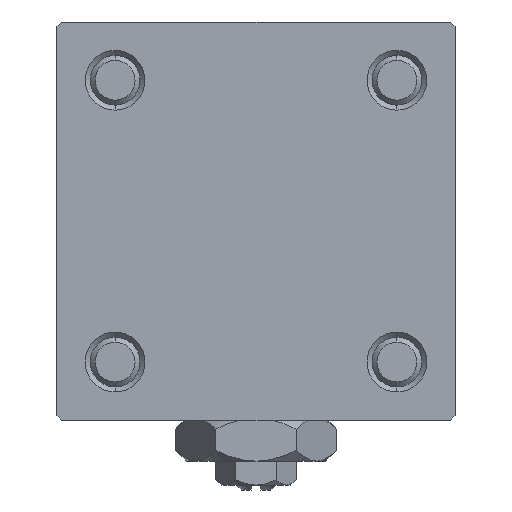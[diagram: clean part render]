
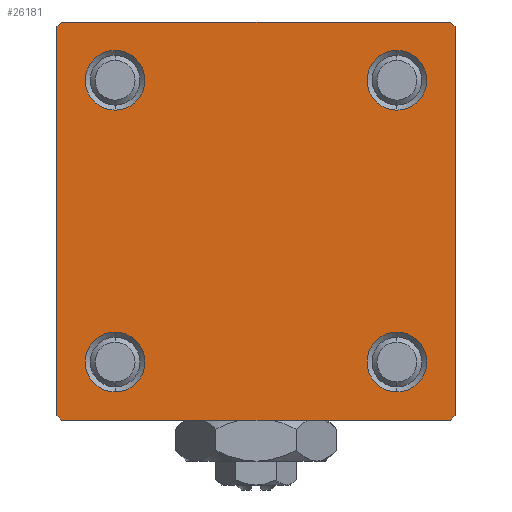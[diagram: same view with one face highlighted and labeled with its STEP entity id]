
A CAD part, left-side view. The second image highlights one B-rep face of the part: STEP entity #26181.
In plain terms, the highlighted planar face has unit normal (-1, 0, 0).
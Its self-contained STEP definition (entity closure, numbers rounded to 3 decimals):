
#1 = CARTESIAN_POINT ( 'NONE',  ( 0., -19.75, -19.75 ) ) ;
#227 = CARTESIAN_POINT ( 'NONE',  ( 0., -19.75, 19.75 ) ) ;
#263 = DIRECTION ( 'NONE',  ( 0., -0.707, -0.707 ) ) ;
#354 = EDGE_CURVE ( 'NONE', #51565, #18307, #7273, .T. ) ;
#779 = AXIS2_PLACEMENT_3D ( 'NONE', #8128, #36293, #36548 ) ;
#866 = CIRCLE ( 'NONE', #50023, 3. ) ;
#962 = CARTESIAN_POINT ( 'NONE',  ( 0., 14.15, -14.15 ) ) ;
#963 = CARTESIAN_POINT ( 'NONE',  ( 0., -14.15, 11.15 ) ) ;
#2577 = AXIS2_PLACEMENT_3D ( 'NONE', #33896, #49848, #14075 ) ;
#3904 = CARTESIAN_POINT ( 'NONE',  ( 0., 19.75, -19.75 ) ) ;
#3995 = EDGE_CURVE ( 'NONE', #40176, #27231, #39921, .T. ) ;
#4118 = LINE ( 'NONE', #227, #44719 ) ;
#4170 = AXIS2_PLACEMENT_3D ( 'NONE', #27872, #35703, #12232 ) ;
#4235 = CARTESIAN_POINT ( 'NONE',  ( 0., -14.15, -14.15 ) ) ;
#4389 = ORIENTED_EDGE ( 'NONE', *, *, #23881, .T. ) ;
#4784 = VERTEX_POINT ( 'NONE', #22184 ) ;
#4886 = DIRECTION ( 'NONE',  ( 0., 0.707, 0.707 ) ) ;
#4992 = VECTOR ( 'NONE', #15016, 1000. ) ;
#5865 = DIRECTION ( 'NONE',  ( 1., 0., 0. ) ) ;
#5874 = CIRCLE ( 'NONE', #2577, 3. ) ;
#7273 = CIRCLE ( 'NONE', #33088, 3. ) ;
#8128 = CARTESIAN_POINT ( 'NONE',  ( 0., 14.15, 14.15 ) ) ;
#8286 = VECTOR ( 'NONE', #10945, 1000. ) ;
#8396 = DIRECTION ( 'NONE',  ( 0., 0., 1. ) ) ;
#8766 = ORIENTED_EDGE ( 'NONE', *, *, #38623, .T. ) ;
#9266 = CARTESIAN_POINT ( 'NONE',  ( 0., 14.15, -11.15 ) ) ;
#9354 = EDGE_CURVE ( 'NONE', #24963, #31541, #25762, .T. ) ;
#9971 = LINE ( 'NONE', #45977, #10114 ) ;
#10114 = VECTOR ( 'NONE', #21702, 1000. ) ;
#10665 = CARTESIAN_POINT ( 'NONE',  ( 0., 14.15, 17.15 ) ) ;
#10945 = DIRECTION ( 'NONE',  ( 0., -0.707, 0.707 ) ) ;
#11138 = ORIENTED_EDGE ( 'NONE', *, *, #354, .T. ) ;
#11492 = CIRCLE ( 'NONE', #25661, 3. ) ;
#11816 = ORIENTED_EDGE ( 'NONE', *, *, #12884, .T. ) ;
#12232 = DIRECTION ( 'NONE',  ( 0., 0., 1. ) ) ;
#12233 = CARTESIAN_POINT ( 'NONE',  ( 0., 20., -20. ) ) ;
#12735 = LINE ( 'NONE', #3904, #32115 ) ;
#12760 = DIRECTION ( 'NONE',  ( 0., 0., -1. ) ) ;
#12764 = FACE_BOUND ( 'NONE', #35166, .T. ) ;
#12884 = EDGE_CURVE ( 'NONE', #50157, #36386, #47725, .T. ) ;
#12913 = CARTESIAN_POINT ( 'NONE',  ( 0., -14.15, 14.15 ) ) ;
#12991 = CARTESIAN_POINT ( 'NONE',  ( 0., 19.5, -20. ) ) ;
#13011 = FACE_BOUND ( 'NONE', #49394, .T. ) ;
#13257 = CARTESIAN_POINT ( 'NONE',  ( 0., 20., 20. ) ) ;
#14075 = DIRECTION ( 'NONE',  ( 0., 0., 1. ) ) ;
#14237 = AXIS2_PLACEMENT_3D ( 'NONE', #12913, #30036, #25861 ) ;
#14497 = EDGE_CURVE ( 'NONE', #31541, #50157, #12735, .T. ) ;
#15016 = DIRECTION ( 'NONE',  ( 0., 0., -1. ) ) ;
#15883 = ORIENTED_EDGE ( 'NONE', *, *, #35025, .T. ) ;
#15911 = CARTESIAN_POINT ( 'NONE',  ( 0., 0., 0. ) ) ;
#16234 = DIRECTION ( 'NONE',  ( 1., 0., 0. ) ) ;
#16677 = FACE_BOUND ( 'NONE', #27864, .T. ) ;
#17409 = AXIS2_PLACEMENT_3D ( 'NONE', #15911, #32826, #28909 ) ;
#17614 = DIRECTION ( 'NONE',  ( 1., 0., 0. ) ) ;
#18307 = VERTEX_POINT ( 'NONE', #9266 ) ;
#19542 = ORIENTED_EDGE ( 'NONE', *, *, #27591, .F. ) ;
#20395 = CARTESIAN_POINT ( 'NONE',  ( 0., -14.15, -14.15 ) ) ;
#20414 = ORIENTED_EDGE ( 'NONE', *, *, #3995, .T. ) ;
#21062 = VERTEX_POINT ( 'NONE', #44537 ) ;
#21097 = FACE_BOUND ( 'NONE', #41700, .T. ) ;
#21103 = EDGE_CURVE ( 'NONE', #49099, #23259, #4118, .T. ) ;
#21570 = ORIENTED_EDGE ( 'NONE', *, *, #42574, .T. ) ;
#21585 = EDGE_CURVE ( 'NONE', #21062, #23259, #41517, .T. ) ;
#21687 = CARTESIAN_POINT ( 'NONE',  ( 0., -20., 19.5 ) ) ;
#21702 = DIRECTION ( 'NONE',  ( 0., 0.707, -0.707 ) ) ;
#22184 = CARTESIAN_POINT ( 'NONE',  ( 0., -14.15, -17.15 ) ) ;
#22801 = VERTEX_POINT ( 'NONE', #963 ) ;
#23259 = VERTEX_POINT ( 'NONE', #27563 ) ;
#23881 = EDGE_CURVE ( 'NONE', #30016, #4784, #11492, .T. ) ;
#24081 = CARTESIAN_POINT ( 'NONE',  ( 0., 14.15, 11.15 ) ) ;
#24196 = EDGE_LOOP ( 'NONE', ( #30970, #40352, #11816, #8766, #19542, #28427, #30547, #15883 ) ) ;
#24963 = VERTEX_POINT ( 'NONE', #28149 ) ;
#25498 = ORIENTED_EDGE ( 'NONE', *, *, #38011, .T. ) ;
#25661 = AXIS2_PLACEMENT_3D ( 'NONE', #4235, #44137, #8396 ) ;
#25762 = LINE ( 'NONE', #13257, #45327 ) ;
#25861 = DIRECTION ( 'NONE',  ( 0., 0., 1. ) ) ;
#26181 = ADVANCED_FACE ( 'NONE', ( #21097, #12764, #13011, #16677, #36243 ), #32575, .T. ) ;
#26826 = ORIENTED_EDGE ( 'NONE', *, *, #28702, .T. ) ;
#27231 = VERTEX_POINT ( 'NONE', #10665 ) ;
#27360 = DIRECTION ( 'NONE',  ( 0., -1., 0. ) ) ;
#27563 = CARTESIAN_POINT ( 'NONE',  ( 0., -19.5, 20. ) ) ;
#27591 = EDGE_CURVE ( 'NONE', #49099, #34789, #30408, .T. ) ;
#27864 = EDGE_LOOP ( 'NONE', ( #25498, #20414 ) ) ;
#27872 = CARTESIAN_POINT ( 'NONE',  ( 0., 14.15, -14.15 ) ) ;
#28149 = CARTESIAN_POINT ( 'NONE',  ( 0., 20., 19.5 ) ) ;
#28427 = ORIENTED_EDGE ( 'NONE', *, *, #21103, .T. ) ;
#28702 = EDGE_CURVE ( 'NONE', #18307, #51565, #49162, .T. ) ;
#28909 = DIRECTION ( 'NONE',  ( 0., 0., 1. ) ) ;
#30016 = VERTEX_POINT ( 'NONE', #49418 ) ;
#30036 = DIRECTION ( 'NONE',  ( 1., 0., 0. ) ) ;
#30408 = LINE ( 'NONE', #30668, #4992 ) ;
#30547 = ORIENTED_EDGE ( 'NONE', *, *, #21585, .F. ) ;
#30668 = CARTESIAN_POINT ( 'NONE',  ( 0., -20., 20. ) ) ;
#30970 = ORIENTED_EDGE ( 'NONE', *, *, #9354, .T. ) ;
#31140 = CARTESIAN_POINT ( 'NONE',  ( 0., -20., -19.5 ) ) ;
#31541 = VERTEX_POINT ( 'NONE', #35589 ) ;
#32115 = VECTOR ( 'NONE', #263, 1000. ) ;
#32575 = PLANE ( 'NONE',  #17409 ) ;
#32767 = EDGE_CURVE ( 'NONE', #4784, #30016, #866, .T. ) ;
#32826 = DIRECTION ( 'NONE',  ( -1., 0., 0. ) ) ;
#33088 = AXIS2_PLACEMENT_3D ( 'NONE', #962, #17614, #44760 ) ;
#33674 = CARTESIAN_POINT ( 'NONE',  ( 0., 20., 20. ) ) ;
#33896 = CARTESIAN_POINT ( 'NONE',  ( 0., -14.15, 14.15 ) ) ;
#34281 = DIRECTION ( 'NONE',  ( 0., 0., 1. ) ) ;
#34789 = VERTEX_POINT ( 'NONE', #31140 ) ;
#35025 = EDGE_CURVE ( 'NONE', #21062, #24963, #9971, .T. ) ;
#35166 = EDGE_LOOP ( 'NONE', ( #4389, #40874 ) ) ;
#35300 = VERTEX_POINT ( 'NONE', #46178 ) ;
#35589 = CARTESIAN_POINT ( 'NONE',  ( 0., 20., -19.5 ) ) ;
#35703 = DIRECTION ( 'NONE',  ( 1., 0., 0. ) ) ;
#36243 = FACE_OUTER_BOUND ( 'NONE', #24196, .T. ) ;
#36293 = DIRECTION ( 'NONE',  ( 1., 0., 0. ) ) ;
#36386 = VERTEX_POINT ( 'NONE', #42878 ) ;
#36548 = DIRECTION ( 'NONE',  ( 0., 0., 1. ) ) ;
#38011 = EDGE_CURVE ( 'NONE', #27231, #40176, #50173, .T. ) ;
#38623 = EDGE_CURVE ( 'NONE', #36386, #34789, #39617, .T. ) ;
#39617 = LINE ( 'NONE', #1, #8286 ) ;
#39921 = CIRCLE ( 'NONE', #779, 3. ) ;
#39970 = DIRECTION ( 'NONE',  ( 0., 0., 1. ) ) ;
#40176 = VERTEX_POINT ( 'NONE', #24081 ) ;
#40352 = ORIENTED_EDGE ( 'NONE', *, *, #14497, .T. ) ;
#40651 = EDGE_CURVE ( 'NONE', #22801, #35300, #5874, .T. ) ;
#40874 = ORIENTED_EDGE ( 'NONE', *, *, #32767, .T. ) ;
#41517 = LINE ( 'NONE', #33674, #44754 ) ;
#41700 = EDGE_LOOP ( 'NONE', ( #21570, #47645 ) ) ;
#41861 = CARTESIAN_POINT ( 'NONE',  ( 0., 14.15, 14.15 ) ) ;
#42574 = EDGE_CURVE ( 'NONE', #35300, #22801, #46726, .T. ) ;
#42878 = CARTESIAN_POINT ( 'NONE',  ( 0., -19.5, -20. ) ) ;
#44137 = DIRECTION ( 'NONE',  ( 1., 0., 0. ) ) ;
#44537 = CARTESIAN_POINT ( 'NONE',  ( 0., 19.5, 20. ) ) ;
#44719 = VECTOR ( 'NONE', #4886, 1000. ) ;
#44754 = VECTOR ( 'NONE', #45185, 1000. ) ;
#44760 = DIRECTION ( 'NONE',  ( 0., 0., 1. ) ) ;
#45185 = DIRECTION ( 'NONE',  ( 0., -1., 0. ) ) ;
#45237 = CARTESIAN_POINT ( 'NONE',  ( 0., 14.15, -17.15 ) ) ;
#45327 = VECTOR ( 'NONE', #12760, 1000. ) ;
#45977 = CARTESIAN_POINT ( 'NONE',  ( 0., 19.75, 19.75 ) ) ;
#46178 = CARTESIAN_POINT ( 'NONE',  ( 0., -14.15, 17.15 ) ) ;
#46726 = CIRCLE ( 'NONE', #14237, 3. ) ;
#46846 = AXIS2_PLACEMENT_3D ( 'NONE', #41861, #5865, #34281 ) ;
#47645 = ORIENTED_EDGE ( 'NONE', *, *, #40651, .T. ) ;
#47725 = LINE ( 'NONE', #12233, #50451 ) ;
#49099 = VERTEX_POINT ( 'NONE', #21687 ) ;
#49162 = CIRCLE ( 'NONE', #4170, 3. ) ;
#49394 = EDGE_LOOP ( 'NONE', ( #26826, #11138 ) ) ;
#49418 = CARTESIAN_POINT ( 'NONE',  ( 0., -14.15, -11.15 ) ) ;
#49848 = DIRECTION ( 'NONE',  ( 1., 0., 0. ) ) ;
#50023 = AXIS2_PLACEMENT_3D ( 'NONE', #20395, #16234, #39970 ) ;
#50157 = VERTEX_POINT ( 'NONE', #12991 ) ;
#50173 = CIRCLE ( 'NONE', #46846, 3. ) ;
#50451 = VECTOR ( 'NONE', #27360, 1000. ) ;
#51565 = VERTEX_POINT ( 'NONE', #45237 ) ;
